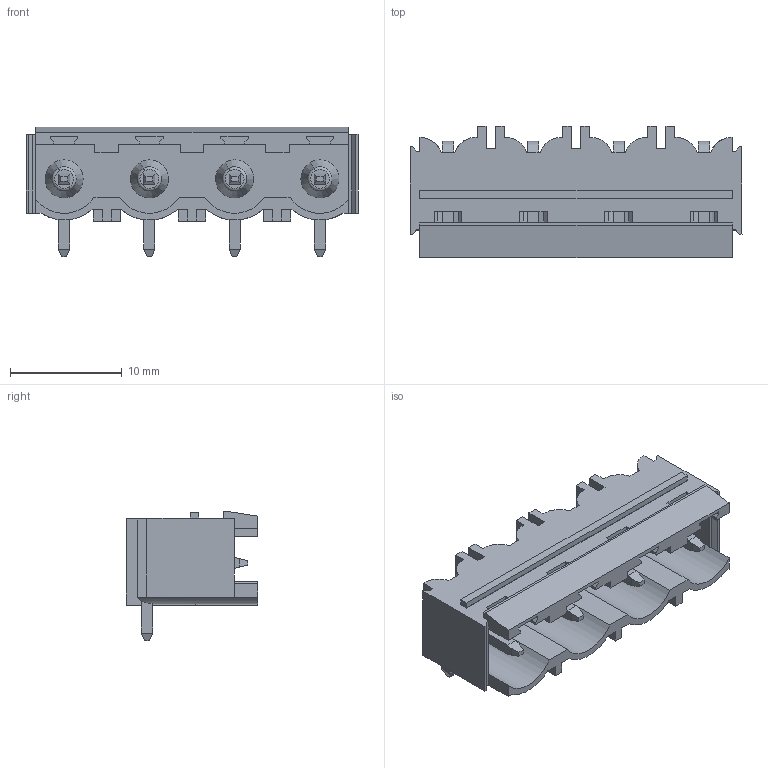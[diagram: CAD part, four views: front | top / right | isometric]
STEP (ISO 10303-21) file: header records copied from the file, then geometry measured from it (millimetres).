
FILE_DESCRIPTION(('CATIA V5 STEP Exchange','CAx-IF Rec.Pracs.--- Model Styling and Organization---1.4--- 2014-01-23'),'2;1');
FILE_NAME ('D1453714_1_1624390000_1624390000.stp','2021-02-15T08:50:23+00:00',('none'),('Weidmueller'),'CATIA Version 5-6 Release 2016 SP3 HF44','CATIA V5 STEP AP214','none');
FILE_SCHEMA(('AUTOMOTIVE_DESIGN { 1 0 10303 214 1 1 1 1 }'));
Length unit declared in the file: millimetre
Products named in the file (1): 1624390000
Bounding box: 29.66 x 11.75 x 11.6 mm (x, y, z)
Volume: 1009.1 mm3; surface area: 2508.1 mm2
Topology: 5 solids, 5 shells, 280 faces, 790 edges, 517 vertices
Faces by surface type: plane 226, cylinder 32, torus 8, cone 8, extrusion 6
Entity records: 8694 total; most frequent: CARTESIAN_POINT 1816, ORIENTED_EDGE 1580, DIRECTION 1138, EDGE_CURVE 790, VECTOR 667, LINE 661, VERTEX_POINT 517, EDGE_LOOP 293
